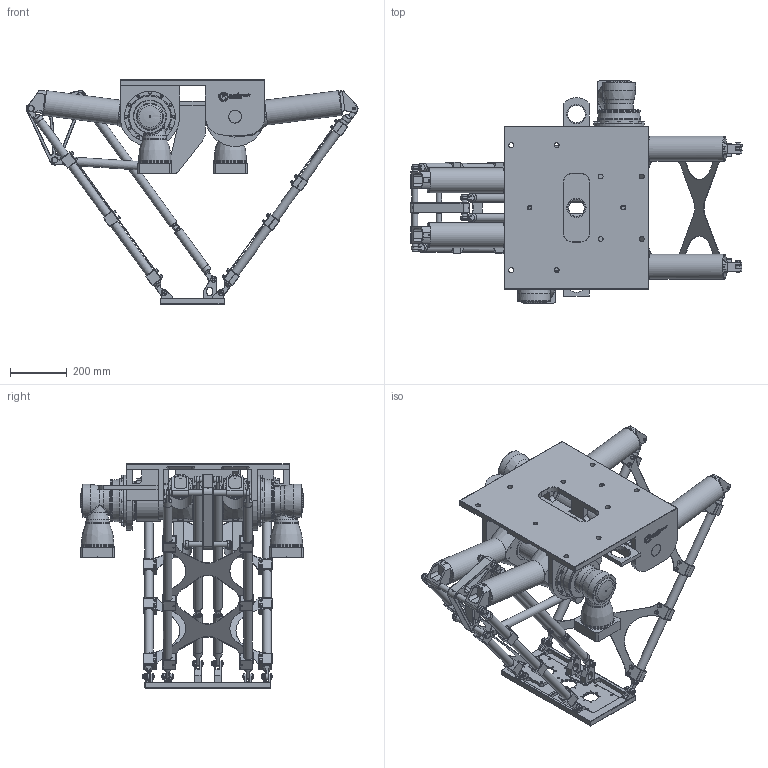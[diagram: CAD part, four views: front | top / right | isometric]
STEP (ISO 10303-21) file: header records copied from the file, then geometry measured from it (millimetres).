
FILE_DESCRIPTION(/* description */ ('Norm.iam Teamplte'),/* implementation_level */ '2;1');
FILE_NAME(/* name */ '3D-model_A_00095.01.stp',/* time_stamp */ '2022-02-25T15:00:16+01:00',/* author */ ('michael.schutter'),/* organization */ (''),/* preprocessor_version */ 'ST-DEVELOPER v16.5',/* originating_system */ 'Autodesk Inventor 2017',/* authorisation */ '');
FILE_SCHEMA (('AUTOMOTIVE_DESIGN { 1 0 10303 214 3 1 1 }'));
Products named in the file (12): A_00095.01_DUMMY DuoPod Robotermechanik RV2-900-40kg; MT_BGR00101543 Dummy Roboterkopf; MT_WST00069705; MT_WST00055547MT_WST; MT_WST00069708 Dummy Oberarm; MT_WST00069709MT_WST; MT_WST00069710MT_WST; MT_WST00069711MT_WST; MT_WST00069713MT_WST; MT_WST00101342 Dummy Unterarm; MT_WST00101343 Dummy Unterarm; MT_WST00110767 Dummy Werkzeugträger
Assembly tree (14 placements, depth 3):
  A_00095.01_DUMMY DuoPod Robotermechanik RV2-900-40kg
    MT_BGR00101543 Dummy Roboterkopf
      MT_WST00069705
      MT_WST00055547MT_WST  x2
    MT_WST00069708 Dummy Oberarm
    MT_WST00069709MT_WST
    MT_WST00069710MT_WST
    MT_WST00069711MT_WST  x2
    MT_WST00069713MT_WST  x2
    MT_WST00101342 Dummy Unterarm
    MT_WST00101343 Dummy Unterarm
    MT_WST00110767 Dummy Werkzeugträger
Bounding box: 1169.53 x 785.3 x 791 mm (x, y, z)
Volume: 43164811.4 mm3; surface area: 3823721.6 mm2
Topology: 13 solids, 38 shells, 3698 faces, 8786 edges, 5509 vertices
Faces by surface type: plane 1885, cylinder 884, bspline 458, cone 381, torus 62, sphere 28
Full cylindrical faces by diameter (mm): 3.242 x12, 3.459 x12, 4.917 x42, 5.9 x6, 6 x4, 6.647 x32, 6.917 x8, 7 x2, 8 x34, 9 x8, 10 x24, 11 x4, 12 x9, 17.5 x8, 18 x16, 19 x4, 20 x28, 21 x2, 22 x2, 24 x2, 29.8 x14, 30 x30, 45 x4, 55 x3, 57.17 x3, 60 x1, 61 x3, 62 x2, 63 x2, 68 x3
Entity records: 136713 total; most frequent: CARTESIAN_POINT 59564, DIRECTION 15045, ORIENTED_EDGE 14900, EDGE_CURVE 7450, AXIS2_PLACEMENT_3D 5370, VERTEX_POINT 4924, LINE 4305, VECTOR 4305
